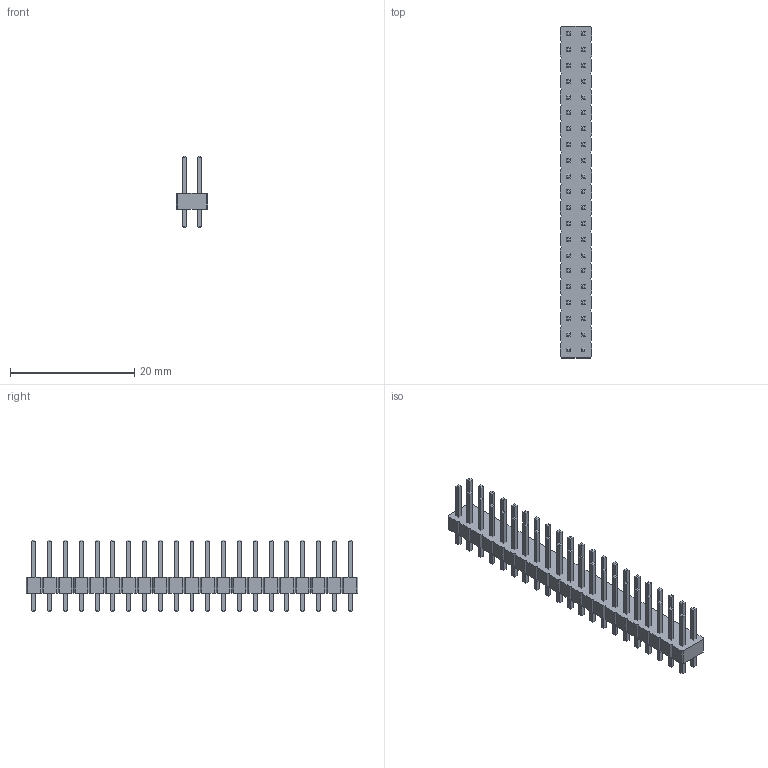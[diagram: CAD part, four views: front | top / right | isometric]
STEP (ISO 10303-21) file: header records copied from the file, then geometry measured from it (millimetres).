
FILE_DESCRIPTION(/* description */ ('model of PinHeader_2x21_P2.54mm_Vertical'),/* implementation_level */ '2;1');
FILE_NAME(/* name */ 'PinHeader_2x21_P2.54mm_Vertical.step',/* time_stamp */ '2018-01-24T12:31:55',/* author */ ('kicad StepUp','ksu'),/* organization */ ('FreeCAD'),/* preprocessor_version */ 'OCC',/* originating_system */ 'kicad StepUp',/* authorisation */ '');
FILE_SCHEMA(('AUTOMOTIVE_DESIGN { 1 0 10303 214 1 1 1 1 }'));
Length unit declared in the file: millimetre
Products named in the file (2): PinHeader_2x21_P254mm_Vertical; Shape0_773510720504
Bounding box: 5.08 x 53.34 x 11.54 mm (x, y, z)
Volume: 877.6 mm3; surface area: 2104.6 mm2
Topology: 43 solids, 43 shells, 718 faces, 1560 edges, 928 vertices
Faces by surface type: plane 718
Entity records: 12245 total; most frequent: ORIENTED_EDGE 2404, CARTESIAN_POINT 1981, EDGE_CURVE 1560, LINE 1560, VERTEX_POINT 928, AXIS2_PLACEMENT_3D 719, ADVANCED_FACE 718, FACE_BOUND 718
